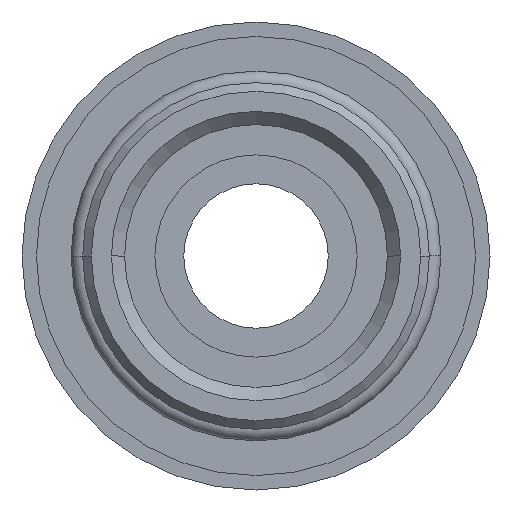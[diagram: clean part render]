
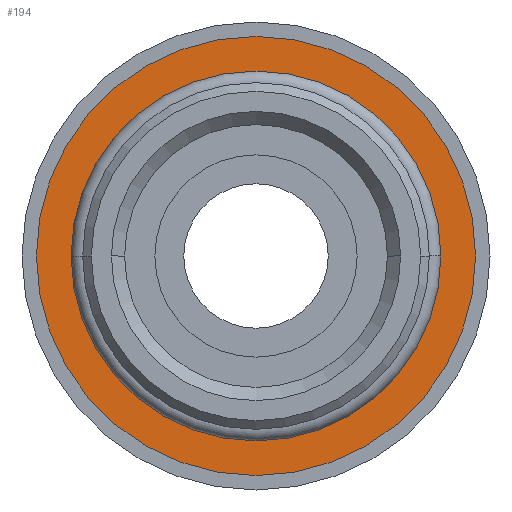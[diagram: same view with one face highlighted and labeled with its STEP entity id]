
A CAD part, front view. The second image highlights one B-rep face of the part: STEP entity #194.
In plain terms, the highlighted planar face has unit normal (0, -1, 0).
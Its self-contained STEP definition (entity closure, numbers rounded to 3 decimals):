
#194=ADVANCED_FACE('',(#414,#415),#416,.T.);
#414=FACE_OUTER_BOUND('',#651,.T.);
#415=FACE_BOUND('',#652,.T.);
#416=PLANE('',#653);
#651=EDGE_LOOP('',(#1124,#1125));
#652=EDGE_LOOP('',(#1126,#1127));
#653=AXIS2_PLACEMENT_3D('',#1128,#1129,#1130);
#1124=ORIENTED_EDGE('',*,*,#1352,.F.);
#1125=ORIENTED_EDGE('',*,*,#1410,.F.);
#1126=ORIENTED_EDGE('',*,*,#1327,.T.);
#1127=ORIENTED_EDGE('',*,*,#1436,.T.);
#1128=CARTESIAN_POINT('',(6.8,4.0,0.0));
#1129=DIRECTION('',(-0.0,-1.0,-0.0));
#1130=DIRECTION('',(-1.0,0.0,0.0));
#1327=EDGE_CURVE('',#1556,#1560,#1562,.T.);
#1352=EDGE_CURVE('',#1603,#1606,#1607,.T.);
#1410=EDGE_CURVE('',#1606,#1603,#1694,.T.);
#1436=EDGE_CURVE('',#1560,#1556,#1732,.T.);
#1556=VERTEX_POINT('',#1925);
#1560=VERTEX_POINT('',#1930);
#1562=CIRCLE('',#1933,6.0);
#1603=VERTEX_POINT('',#2077);
#1606=VERTEX_POINT('',#2081);
#1607=CIRCLE('',#2082,7.6);
#1694=CIRCLE('',#2221,7.6);
#1732=CIRCLE('',#2287,6.0);
#1925=CARTESIAN_POINT('',(6.0,4.0,0.0));
#1930=CARTESIAN_POINT('',(-6.0,4.0,0.));
#1933=AXIS2_PLACEMENT_3D('',#2472,#2473,#2474);
#2077=CARTESIAN_POINT('',(7.6,4.0,0.0));
#2081=CARTESIAN_POINT('',(-7.6,4.0,0.));
#2082=AXIS2_PLACEMENT_3D('',#2495,#2496,#2497);
#2221=AXIS2_PLACEMENT_3D('',#2605,#2606,#2607);
#2287=AXIS2_PLACEMENT_3D('',#2641,#2642,#2643);
#2472=CARTESIAN_POINT('',(0.0,4.0,0.0));
#2473=DIRECTION('',(-0.0,1.0,0.0));
#2474=DIRECTION('',(1.0,0.0,0.0));
#2495=CARTESIAN_POINT('',(0.0,4.0,0.0));
#2496=DIRECTION('',(-0.0,1.0,0.0));
#2497=DIRECTION('',(1.0,0.0,0.0));
#2605=CARTESIAN_POINT('',(0.0,4.0,0.0));
#2606=DIRECTION('',(-0.0,1.0,0.0));
#2607=DIRECTION('',(1.0,0.0,0.0));
#2641=CARTESIAN_POINT('',(0.0,4.0,0.0));
#2642=DIRECTION('',(-0.0,1.0,0.0));
#2643=DIRECTION('',(1.0,0.0,0.0));
